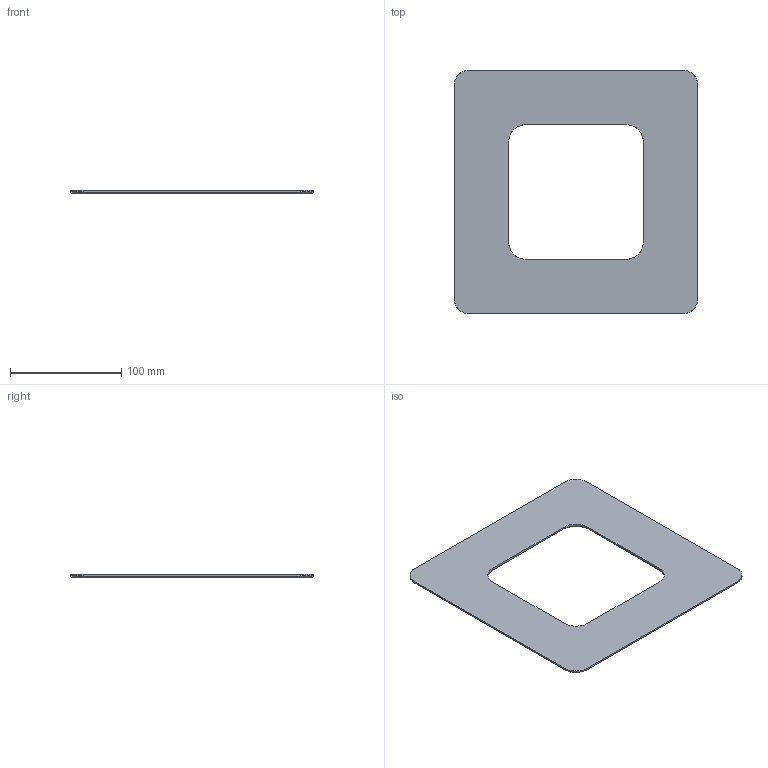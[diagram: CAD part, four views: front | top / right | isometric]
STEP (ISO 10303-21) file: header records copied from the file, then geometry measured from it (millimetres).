
FILE_DESCRIPTION( ('This file contains a STEP AP42 implementation' ,'as created by ZW3D STEP Interface translator.') ,'2;1' );
FILE_NAME( 'DT MIDI·À»¬µæ.stp' ,'24 122. 74654', (''), ('ZWCAD Software Co.'), 'Version 1.0', 'ZW3D to STEP translator', '' );
FILE_SCHEMA( ('CONFIG_CONTROL_DESIGN') );
Length unit declared in the file: millimetre
Products named in the file (2): 0; DT MIDI滅賑菜
Bounding box: 219 x 219 x 3 mm (x, y, z)
Volume: 99145.7 mm3; surface area: 69734 mm2
Topology: 1 solids, 1 shells, 42 faces, 120 edges, 80 vertices
Faces by surface type: bspline 42
Entity records: 2129 total; most frequent: CARTESIAN_POINT 1372, ORIENTED_EDGE 240, EDGE_CURVE 120, B_SPLINE_CURVE_WITH_KNOTS 87, VERTEX_POINT 80, EDGE_LOOP 44, FACE_OUTER_BOUND 42, ADVANCED_FACE 42
